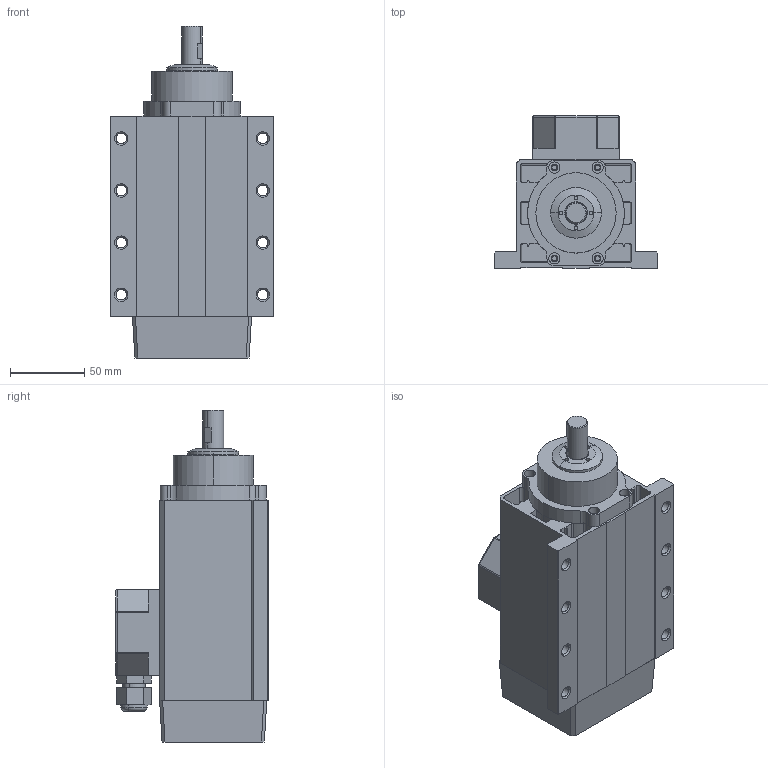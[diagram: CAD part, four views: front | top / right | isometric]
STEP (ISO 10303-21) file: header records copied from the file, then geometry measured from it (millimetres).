
FILE_DESCRIPTION (( 'STEP AP203' ), '1' );
FILE_NAME ('GDF37-24Z-0.8蚾饜芞.STEP', '2023-12-01T03:29:31', ( '萇齟' ), ( '' ), 'SwSTEP 2.0', 'SolidWorks 2018', '' );
FILE_SCHEMA (( 'CONFIG_CONTROL_DESIGN' ));
Length unit declared in the file: millimetre
Products named in the file (8): 諉盄碟; GDF37-24Z-0.8粣; GDF37-24Z-0.8傷裔; GDF37-24Z-0.8瑞欶; GDF37-24Z-0.8蚾饜芞; GDF37-24Z-0.8躇猾裔; 萇擢嘐隅芛; GDF37-24Z-0.8儂褲
Assembly tree (7 placements, depth 2):
  GDF37-24Z-0.8蚾饜芞
    GDF37-24Z-0.8儂褲
    GDF37-24Z-0.8傷裔
    GDF37-24Z-0.8躇猾裔
    GDF37-24Z-0.8粣
    GDF37-24Z-0.8瑞欶
    萇擢嘐隅芛
    諉盄碟
Bounding box: 110 x 102.5 x 223 mm (x, y, z)
Volume: 513719.2 mm3; surface area: 185285.2 mm2
Topology: 7 solids, 7 shells, 373 faces, 924 edges, 582 vertices
Faces by surface type: cylinder 166, plane 147, cone 50, sphere 8, torus 2
Entity records: 11976 total; most frequent: DIRECTION 2058, CARTESIAN_POINT 1905, ORIENTED_EDGE 1832, EDGE_CURVE 916, AXIS2_PLACEMENT_3D 767, VERTEX_POINT 582, LINE 524, VECTOR 524
